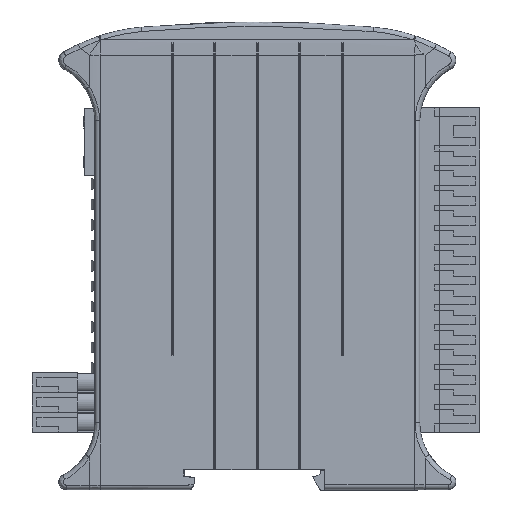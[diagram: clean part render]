
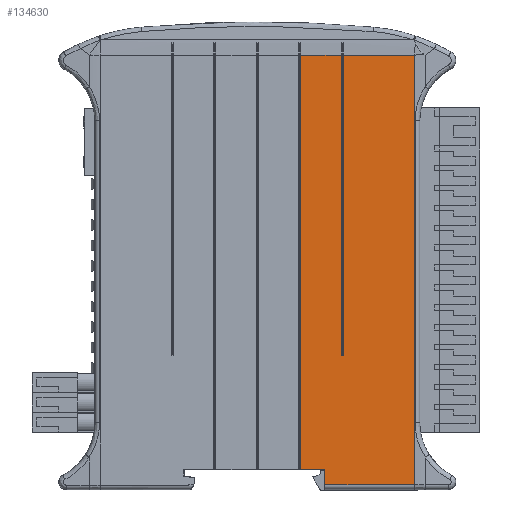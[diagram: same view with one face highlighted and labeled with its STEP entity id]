
A CAD part, left-side view. The second image highlights one B-rep face of the part: STEP entity #134630.
In plain terms, the highlighted planar face has unit normal (-1, 0, 0).
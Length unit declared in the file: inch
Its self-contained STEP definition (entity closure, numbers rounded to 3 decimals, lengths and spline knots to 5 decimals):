
#2606 = CARTESIAN_POINT ( 'NONE',  ( -0.49213, -0.84055, 2.34252 ) ) ;
#2815 = VERTEX_POINT ( 'NONE', #19772 ) ;
#4392 = ORIENTED_EDGE ( 'NONE', *, *, #124274, .F. ) ;
#6758 = ORIENTED_EDGE ( 'NONE', *, *, #84511, .F. ) ;
#7505 = PLANE ( 'NONE',  #93049 ) ;
#7797 = VECTOR ( 'NONE', #44893, 39.37008 ) ;
#8074 = CARTESIAN_POINT ( 'NONE',  ( -0.49213, -0.86024, 4.35278 ) ) ;
#8196 = FACE_OUTER_BOUND ( 'NONE', #94827, .T. ) ;
#12005 = VERTEX_POINT ( 'NONE', #85968 ) ;
#13824 = EDGE_CURVE ( 'NONE', #97454, #106576, #86489, .T. ) ;
#15212 = ORIENTED_EDGE ( 'NONE', *, *, #84813, .F. ) ;
#15309 = ORIENTED_EDGE ( 'NONE', *, *, #51645, .F. ) ;
#19772 = CARTESIAN_POINT ( 'NONE',  ( -0.49213, -0.67717, 0.20079 ) ) ;
#22459 = CARTESIAN_POINT ( 'NONE',  ( -0.49213, -0.43504, 4.35278 ) ) ;
#24976 = LINE ( 'NONE', #45789, #36185 ) ;
#25869 = LINE ( 'NONE', #57723, #99004 ) ;
#29769 = VERTEX_POINT ( 'NONE', #22459 ) ;
#30673 = DIRECTION ( 'NONE',  ( 0., -1., 0. ) ) ;
#33871 = VERTEX_POINT ( 'NONE', #8074 ) ;
#36185 = VECTOR ( 'NONE', #117833, 39.37008 ) ;
#37249 = ORIENTED_EDGE ( 'NONE', *, *, #13824, .F. ) ;
#37516 = ORIENTED_EDGE ( 'NONE', *, *, #39403, .F. ) ;
#39403 = EDGE_CURVE ( 'NONE', #94810, #29769, #25869, .T. ) ;
#40615 = CARTESIAN_POINT ( 'NONE',  ( -0.49213, -1.57367, 4.35278 ) ) ;
#41240 = CARTESIAN_POINT ( 'NONE',  ( -0.49213, -0.84055, 1.34429 ) ) ;
#41355 = VECTOR ( 'NONE', #47849, 39.37008 ) ;
#42447 = VECTOR ( 'NONE', #57951, 39.37008 ) ;
#43703 = VECTOR ( 'NONE', #61182, 39.37008 ) ;
#44092 = DIRECTION ( 'NONE',  ( 0., 0., 1. ) ) ;
#44893 = DIRECTION ( 'NONE',  ( 0., 0., -1. ) ) ;
#45789 = CARTESIAN_POINT ( 'NONE',  ( -0.49213, 0., 1.34429 ) ) ;
#46494 = DIRECTION ( 'NONE',  ( 0., 0., 1. ) ) ;
#47849 = DIRECTION ( 'NONE',  ( 0., -1., 0. ) ) ;
#50551 = ORIENTED_EDGE ( 'NONE', *, *, #94935, .F. ) ;
#51645 = EDGE_CURVE ( 'NONE', #29769, #97454, #116534, .T. ) ;
#51743 = CARTESIAN_POINT ( 'NONE',  ( -0.49213, -0.86024, 1.34429 ) ) ;
#56170 = CARTESIAN_POINT ( 'NONE',  ( -0.49213, -0.67717, 1.26969 ) ) ;
#57045 = LINE ( 'NONE', #130463, #104652 ) ;
#57723 = CARTESIAN_POINT ( 'NONE',  ( -0.49213, -0.43504, 2.34252 ) ) ;
#57951 = DIRECTION ( 'NONE',  ( 0., 0., -1. ) ) ;
#58141 = CARTESIAN_POINT ( 'NONE',  ( -0.49213, 0., 2.34252 ) ) ;
#58821 = DIRECTION ( 'NONE',  ( 0., 1., 0. ) ) ;
#61182 = DIRECTION ( 'NONE',  ( 0., 0., 1. ) ) ;
#66497 = VECTOR ( 'NONE', #92856, 39.37008 ) ;
#66564 = LINE ( 'NONE', #110882, #41355 ) ;
#67404 = ORIENTED_EDGE ( 'NONE', *, *, #104510, .F. ) ;
#81989 = CARTESIAN_POINT ( 'NONE',  ( -0.49213, -0.86024, 2.34252 ) ) ;
#82678 = LINE ( 'NONE', #81989, #43703 ) ;
#83773 = VECTOR ( 'NONE', #30673, 39.37008 ) ;
#84511 = EDGE_CURVE ( 'NONE', #106576, #115845, #24976, .T. ) ;
#84813 = EDGE_CURVE ( 'NONE', #2815, #94810, #57045, .T. ) ;
#85026 = EDGE_CURVE ( 'NONE', #12005, #2815, #118544, .T. ) ;
#85392 = ORIENTED_EDGE ( 'NONE', *, *, #85026, .F. ) ;
#85968 = CARTESIAN_POINT ( 'NONE',  ( -0.49213, -0.67717, 0.04724 ) ) ;
#86489 = LINE ( 'NONE', #2606, #7797 ) ;
#90038 = DIRECTION ( 'NONE',  ( 1., 0., 0. ) ) ;
#92856 = DIRECTION ( 'NONE',  ( 0., 1., 0. ) ) ;
#93049 = AXIS2_PLACEMENT_3D ( 'NONE', #58141, #90038, #58821 ) ;
#94810 = VERTEX_POINT ( 'NONE', #136810 ) ;
#94827 = EDGE_LOOP ( 'NONE', ( #50551, #4392, #6758, #37249, #15309, #37516, #15212, #85392, #67404, #128838 ) ) ;
#94935 = EDGE_CURVE ( 'NONE', #33871, #113942, #66564, .T. ) ;
#96857 = CARTESIAN_POINT ( 'NONE',  ( -0.49213, -0.84055, 4.35278 ) ) ;
#97454 = VERTEX_POINT ( 'NONE', #96857 ) ;
#99004 = VECTOR ( 'NONE', #44092, 39.37008 ) ;
#101588 = VERTEX_POINT ( 'NONE', #105866 ) ;
#103529 = CARTESIAN_POINT ( 'NONE',  ( -0.49213, -1.57367, 2.34252 ) ) ;
#104510 = EDGE_CURVE ( 'NONE', #101588, #12005, #117042, .T. ) ;
#104652 = VECTOR ( 'NONE', #129110, 39.37008 ) ;
#105866 = CARTESIAN_POINT ( 'NONE',  ( -0.49213, -1.57367, 0.04724 ) ) ;
#106576 = VERTEX_POINT ( 'NONE', #41240 ) ;
#110882 = CARTESIAN_POINT ( 'NONE',  ( -0.49213, 0., 4.35278 ) ) ;
#113942 = VERTEX_POINT ( 'NONE', #40615 ) ;
#115021 = CARTESIAN_POINT ( 'NONE',  ( -0.49213, 0., 0.04724 ) ) ;
#115845 = VERTEX_POINT ( 'NONE', #51743 ) ;
#116534 = LINE ( 'NONE', #127585, #83773 ) ;
#117042 = LINE ( 'NONE', #115021, #66497 ) ;
#117833 = DIRECTION ( 'NONE',  ( 0., -1., 0. ) ) ;
#118544 = LINE ( 'NONE', #56170, #122320 ) ;
#122320 = VECTOR ( 'NONE', #46494, 39.37008 ) ;
#124274 = EDGE_CURVE ( 'NONE', #115845, #33871, #82678, .T. ) ;
#127585 = CARTESIAN_POINT ( 'NONE',  ( -0.49213, 0., 4.35278 ) ) ;
#128838 = ORIENTED_EDGE ( 'NONE', *, *, #129400, .F. ) ;
#129110 = DIRECTION ( 'NONE',  ( 0., 1., 0. ) ) ;
#129400 = EDGE_CURVE ( 'NONE', #113942, #101588, #132062, .T. ) ;
#130463 = CARTESIAN_POINT ( 'NONE',  ( -0.49213, 0.31299, 0.20079 ) ) ;
#132062 = LINE ( 'NONE', #103529, #42447 ) ;
#134630 = ADVANCED_FACE ( 'NONE', ( #8196 ), #7505, .F. ) ;
#136810 = CARTESIAN_POINT ( 'NONE',  ( -0.49213, -0.43504, 0.20079 ) ) ;
